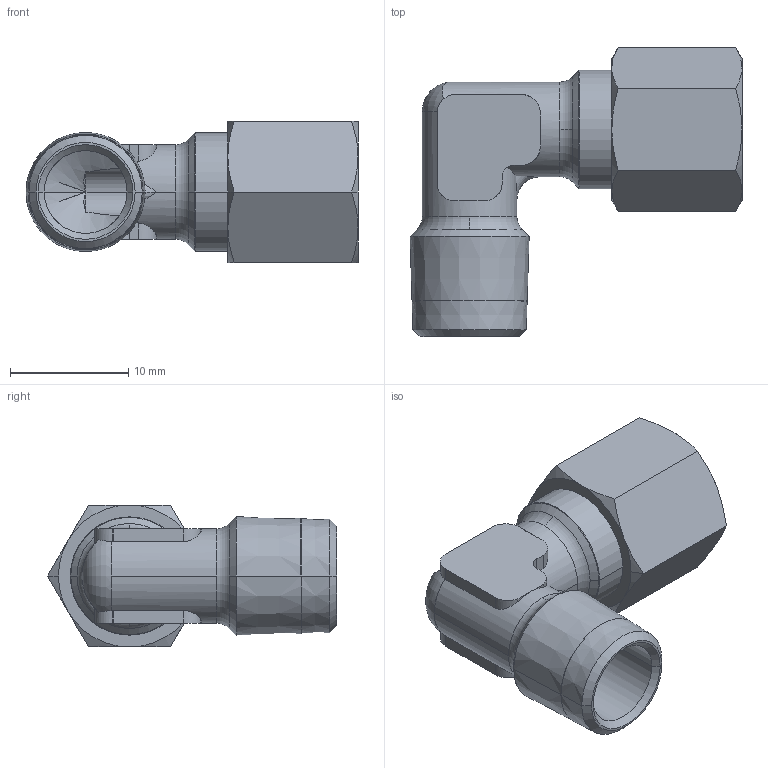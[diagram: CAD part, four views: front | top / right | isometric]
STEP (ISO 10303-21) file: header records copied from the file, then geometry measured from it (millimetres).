
FILE_DESCRIPTION(('STEP AP214'),'1');
FILE_NAME('0109_05_10.stp','2016-07-07T14:32:10',('TraceParts'),('TraceParts S.A.'),'Spatial InterOp 3D',' ',' ');
FILE_SCHEMA(('automotive_design'));
Length unit declared in the file: millimetre
Products named in the file (1): 1
Bounding box: 28.06 x 24.43 x 12 mm (x, y, z)
Volume: 2166.2 mm3; surface area: 2243.3 mm2
Topology: 1 solids, 1 shells, 114 faces, 292 edges, 182 vertices
Faces by surface type: plane 46, cone 36, cylinder 25, torus 7
Entity records: 3871 total; most frequent: CARTESIAN_POINT 1137, DIRECTION 580, ORIENTED_EDGE 580, EDGE_CURVE 290, AXIS2_PLACEMENT_3D 231, VERTEX_POINT 182, EDGE_LOOP 120, LINE 118
